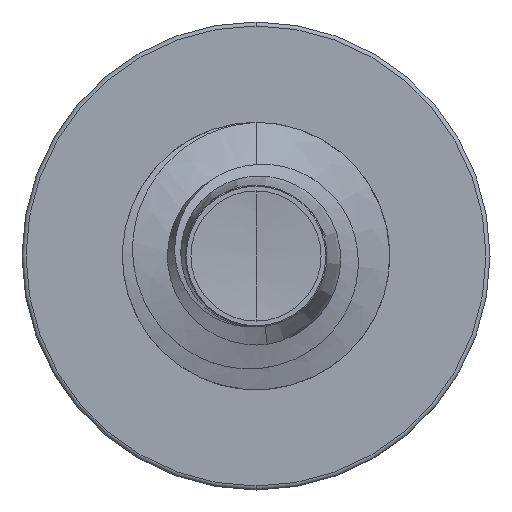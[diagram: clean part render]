
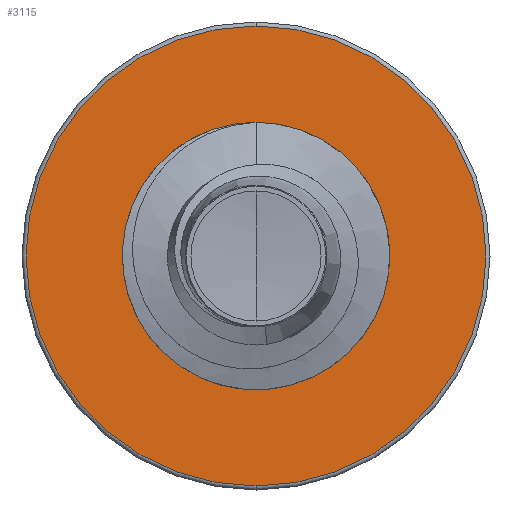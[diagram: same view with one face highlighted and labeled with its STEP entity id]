
A CAD part, front view. The second image highlights one B-rep face of the part: STEP entity #3115.
In plain terms, the highlighted planar face has unit normal (0, -1, 0).
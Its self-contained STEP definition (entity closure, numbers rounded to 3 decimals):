
#167 = DIRECTION ( 'NONE',  ( 0., 1., 0. ) ) ;
#537 = CARTESIAN_POINT ( 'NONE',  ( 0., 10., -6.88 ) ) ;
#842 = AXIS2_PLACEMENT_3D ( 'NONE', #7919, #11979, #4927 ) ;
#1173 = AXIS2_PLACEMENT_3D ( 'NONE', #7023, #167, #7994 ) ;
#1178 = AXIS2_PLACEMENT_3D ( 'NONE', #10125, #4985, #10783 ) ;
#1482 = AXIS2_PLACEMENT_3D ( 'NONE', #5214, #10919, #6283 ) ;
#1529 = VERTEX_POINT ( 'NONE', #537 ) ;
#2463 = AXIS2_PLACEMENT_3D ( 'NONE', #11352, #6875, #11968 ) ;
#2618 = CARTESIAN_POINT ( 'NONE',  ( 0., 10., 6.88 ) ) ;
#3115 = ADVANCED_FACE ( 'NONE', ( #9114, #8899 ), #10088, .F. ) ;
#3198 = CIRCLE ( 'NONE', #1178, 3.694 ) ;
#3308 = VERTEX_POINT ( 'NONE', #2618 ) ;
#3817 = CARTESIAN_POINT ( 'NONE',  ( 0., 10., -3.694 ) ) ;
#4650 = VERTEX_POINT ( 'NONE', #5158 ) ;
#4927 = DIRECTION ( 'NONE',  ( 0., 0., 1. ) ) ;
#4985 = DIRECTION ( 'NONE',  ( 0., 1., 0. ) ) ;
#5158 = CARTESIAN_POINT ( 'NONE',  ( 0., 10., 3.694 ) ) ;
#5214 = CARTESIAN_POINT ( 'NONE',  ( 0., 10., 0. ) ) ;
#5372 = CIRCLE ( 'NONE', #2463, 6.88 ) ;
#5628 = EDGE_LOOP ( 'NONE', ( #10578, #10688 ) ) ;
#6283 = DIRECTION ( 'NONE',  ( 0., 0., 1. ) ) ;
#6875 = DIRECTION ( 'NONE',  ( 0., 1., 0. ) ) ;
#7023 = CARTESIAN_POINT ( 'NONE',  ( 0., 10., 0. ) ) ;
#7410 = CIRCLE ( 'NONE', #1173, 3.694 ) ;
#7919 = CARTESIAN_POINT ( 'NONE',  ( 0., 10., -3.694 ) ) ;
#7994 = DIRECTION ( 'NONE',  ( 0., 0., 1. ) ) ;
#8899 = FACE_BOUND ( 'NONE', #5628, .T. ) ;
#9114 = FACE_OUTER_BOUND ( 'NONE', #10601, .T. ) ;
#9704 = VERTEX_POINT ( 'NONE', #3817 ) ;
#9956 = EDGE_CURVE ( 'NONE', #1529, #3308, #5372, .T. ) ;
#10088 = PLANE ( 'NONE',  #842 ) ;
#10125 = CARTESIAN_POINT ( 'NONE',  ( 0., 10., 0. ) ) ;
#10266 = CIRCLE ( 'NONE', #1482, 6.88 ) ;
#10519 = ORIENTED_EDGE ( 'NONE', *, *, #10914, .F. ) ;
#10571 = ORIENTED_EDGE ( 'NONE', *, *, #9956, .F. ) ;
#10578 = ORIENTED_EDGE ( 'NONE', *, *, #11203, .T. ) ;
#10601 = EDGE_LOOP ( 'NONE', ( #10519, #10571 ) ) ;
#10688 = ORIENTED_EDGE ( 'NONE', *, *, #11214, .T. ) ;
#10783 = DIRECTION ( 'NONE',  ( 0., 0., 1. ) ) ;
#10914 = EDGE_CURVE ( 'NONE', #3308, #1529, #10266, .T. ) ;
#10919 = DIRECTION ( 'NONE',  ( 0., 1., 0. ) ) ;
#11203 = EDGE_CURVE ( 'NONE', #4650, #9704, #3198, .T. ) ;
#11214 = EDGE_CURVE ( 'NONE', #9704, #4650, #7410, .T. ) ;
#11352 = CARTESIAN_POINT ( 'NONE',  ( 0., 10., 0. ) ) ;
#11968 = DIRECTION ( 'NONE',  ( 0., 0., 1. ) ) ;
#11979 = DIRECTION ( 'NONE',  ( 0., 1., 0. ) ) ;
